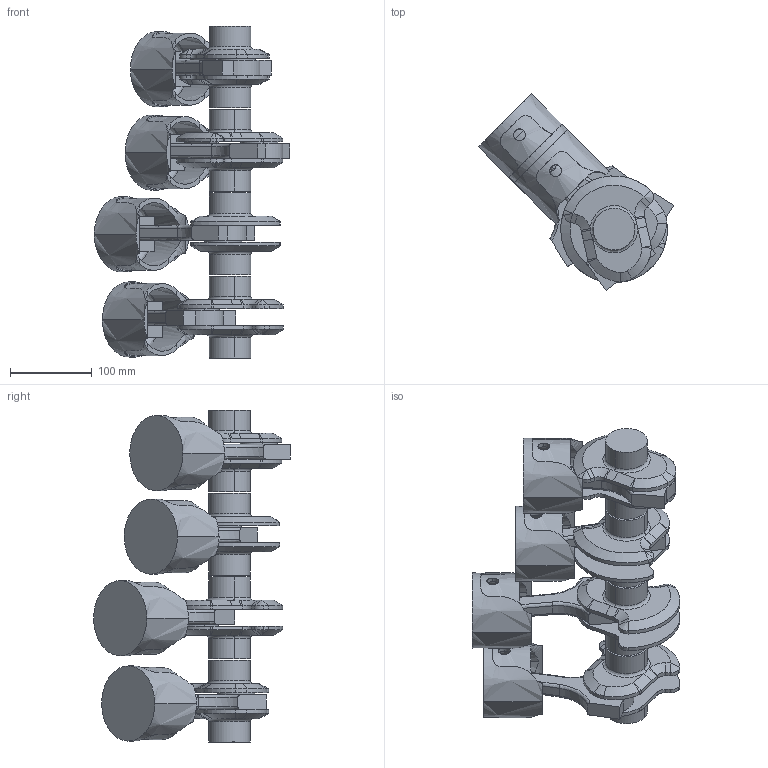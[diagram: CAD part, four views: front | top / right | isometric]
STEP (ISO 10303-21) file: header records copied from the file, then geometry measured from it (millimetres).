
FILE_DESCRIPTION(('FreeCAD Model'),'2;1');
FILE_NAME('Open CASCADE Shape Model','2025-05-04T06:51:08',('FreeCAD'),( 'FreeCAD'),'Open CASCADE STEP processor 7.6','FreeCAD','Unknown');
FILE_SCHEMA(('AUTOMOTIVE_DESIGN { 1 0 10303 214 1 1 1 1 }'));
Length unit declared in the file: millimetre
Products named in the file (1): Open CASCADE STEP translator 7.6 1
Bounding box: 238.65 x 240.4 x 405.61 mm (x, y, z)
Volume: 1107360.8 mm3; surface area: 503847.9 mm2
Topology: 8 solids, 12 shells, 676 faces, 1728 edges, 1048 vertices
Faces by surface type: bspline 676
Entity records: 24048 total; most frequent: CARTESIAN_POINT 14425, ORIENTED_EDGE 3376, EDGE_CURVE 1688, B_SPLINE_CURVE_WITH_KNOTS 1096, VERTEX_POINT 1048, FACE_BOUND 728, EDGE_LOOP 728, ADVANCED_FACE 676
